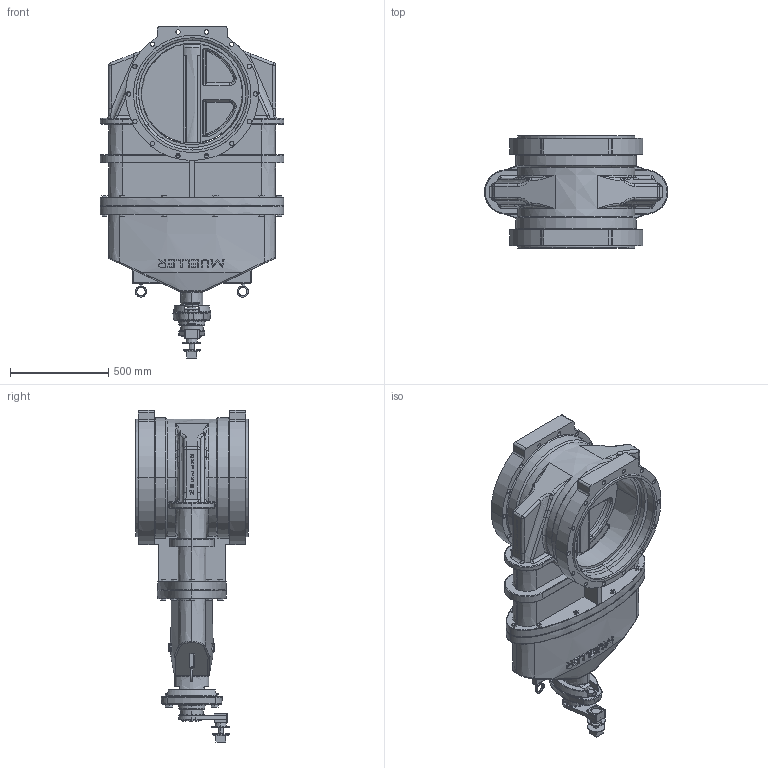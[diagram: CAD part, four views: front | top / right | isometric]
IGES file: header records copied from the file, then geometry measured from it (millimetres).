
Start section: SolidWorks IGES file using NURBS representation for surfaces
Global section: file name: A-2361-23_20_N.IGS; native system: SolidWorks 2014; preprocessor: SolidWorks 2014; author: CAD; date: 150223.131647; units: millimetre
Bounding box: 937.08 x 571.5 x 1692.75 mm (x, y, z)
Volume: 158237876.1 mm3; surface area: 7577008.6 mm2
Topology: 39 solids, 39 shells, 1933 faces, 4766 edges, 2993 vertices
Faces by surface type: bspline 1933
